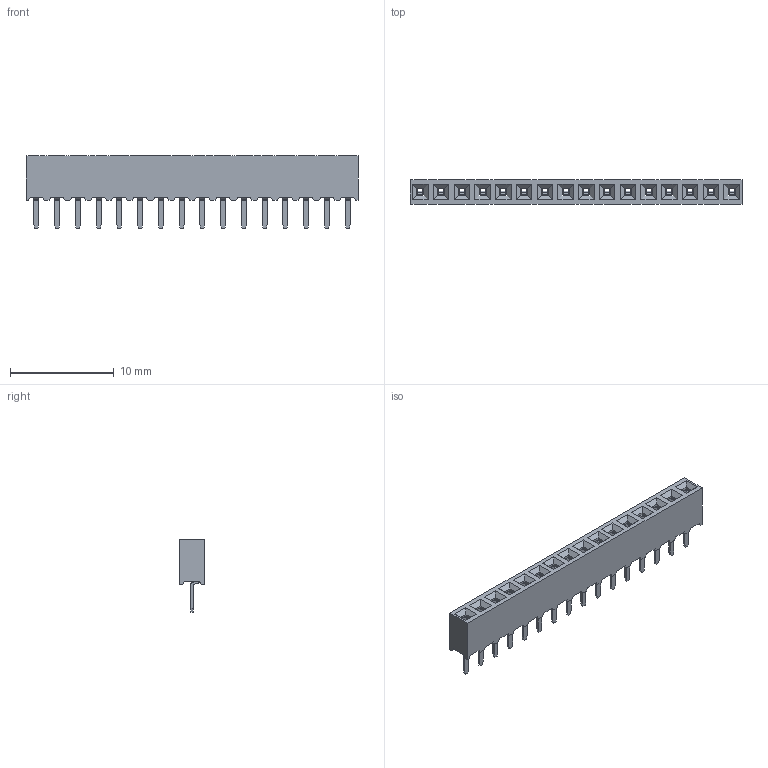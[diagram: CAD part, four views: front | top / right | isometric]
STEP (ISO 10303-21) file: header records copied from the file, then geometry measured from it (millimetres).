
FILE_DESCRIPTION(('STEP AP214'), '1');
FILE_NAME('PBS2', '', ('UNSPECIFIED'), ('UNSPECIFIED'), 'ASCON STEP Converter 1.6', 'ASCON Math Kernel', '');
FILE_SCHEMA(('AUTOMOTIVE_DESIGN { 1 0 10303 214 3 1 1}'));
Length unit declared in the file: millimetre
Bounding box: 32 x 2.4 x 7 mm (x, y, z)
Volume: 213.9 mm3; surface area: 1228.9 mm2
Topology: 17 solids, 17 shells, 1338 faces, 3400 edges, 2096 vertices
Faces by surface type: plane 1098, cylinder 240
Entity records: 50408 total; most frequent: CARTESIAN_POINT 6963, ORIENTED_EDGE 6800, DIRECTION 6558, EDGE_CURVE 3400, LINE 2920, VECTOR 2920, VERTEX_POINT 2224, AXIS2_PLACEMENT_3D 1819
